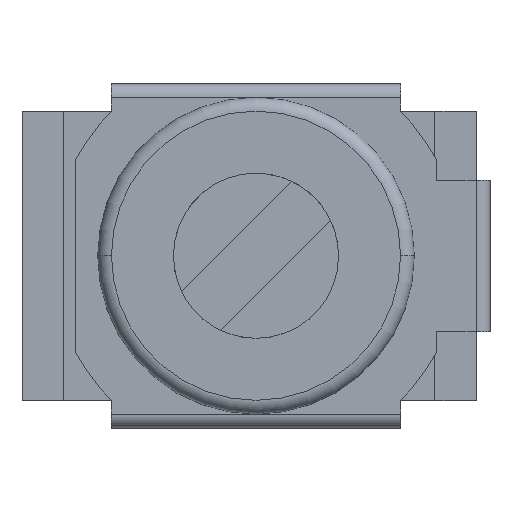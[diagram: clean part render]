
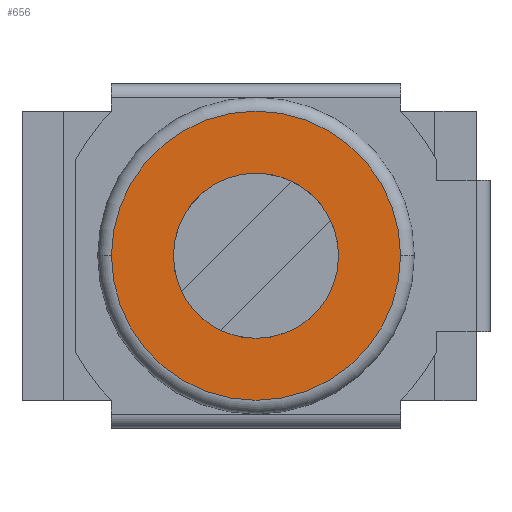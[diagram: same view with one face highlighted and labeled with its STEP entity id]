
A CAD part, top view. The second image highlights one B-rep face of the part: STEP entity #656.
In plain terms, the highlighted planar face has unit normal (0, 0, 1).
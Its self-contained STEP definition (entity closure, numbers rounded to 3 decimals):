
#506=CARTESIAN_POINT('',(-1.05,0.0,1.45));
#507=VERTEX_POINT('',#506);
#516=CARTESIAN_POINT('',(1.05,0.0,1.45));
#517=VERTEX_POINT('',#516);
#525=CARTESIAN_POINT('',(0.0,0.0,1.45));
#526=DIRECTION('',(0.0,0.0,-1.0));
#527=DIRECTION('',(-1.0,0.0,0.0));
#528=AXIS2_PLACEMENT_3D('',#525,#526,#527);
#529=CIRCLE('',#528,1.05);
#530=EDGE_CURVE('',#517,#507,#529,.T.);
#542=CARTESIAN_POINT('',(0.6,0.,1.45));
#543=VERTEX_POINT('',#542);
#559=CARTESIAN_POINT('',(-0.6,0.,1.45));
#560=VERTEX_POINT('',#559);
#567=CARTESIAN_POINT('',(0.0,0.,1.45));
#568=DIRECTION('',(0.0,0.0,-1.0));
#569=DIRECTION('',(1.0,0.0,0.0));
#570=AXIS2_PLACEMENT_3D('',#567,#568,#569);
#571=CIRCLE('',#570,0.6);
#572=EDGE_CURVE('',#543,#560,#571,.T.);
#583=CARTESIAN_POINT('',(0.0,0.,1.45));
#584=DIRECTION('',(0.0,0.0,-1.0));
#585=DIRECTION('',(1.0,0.0,0.0));
#586=AXIS2_PLACEMENT_3D('',#583,#584,#585);
#587=CIRCLE('',#586,0.6);
#588=EDGE_CURVE('',#560,#543,#587,.T.);
#607=CARTESIAN_POINT('',(0.0,0.0,1.45));
#608=DIRECTION('',(0.0,0.0,-1.0));
#609=DIRECTION('',(-1.0,0.0,0.0));
#610=AXIS2_PLACEMENT_3D('',#607,#608,#609);
#611=CIRCLE('',#610,1.05);
#612=EDGE_CURVE('',#507,#517,#611,.T.);
#643=CARTESIAN_POINT('',(0.0,0.0,1.45));
#644=DIRECTION('',(0.0,0.0,1.0));
#645=DIRECTION('',(1.0,0.0,0.0));
#646=AXIS2_PLACEMENT_3D('',#643,#644,#645);
#647=PLANE('',#646);
#648=ORIENTED_EDGE('',*,*,#530,.F.);
#649=ORIENTED_EDGE('',*,*,#612,.F.);
#650=EDGE_LOOP('',(#648,#649));
#651=FACE_OUTER_BOUND('',#650,.T.);
#652=ORIENTED_EDGE('',*,*,#588,.T.);
#653=ORIENTED_EDGE('',*,*,#572,.T.);
#654=EDGE_LOOP('',(#652,#653));
#655=FACE_BOUND('',#654,.T.);
#656=ADVANCED_FACE('',(#651,#655),#647,.T.);
